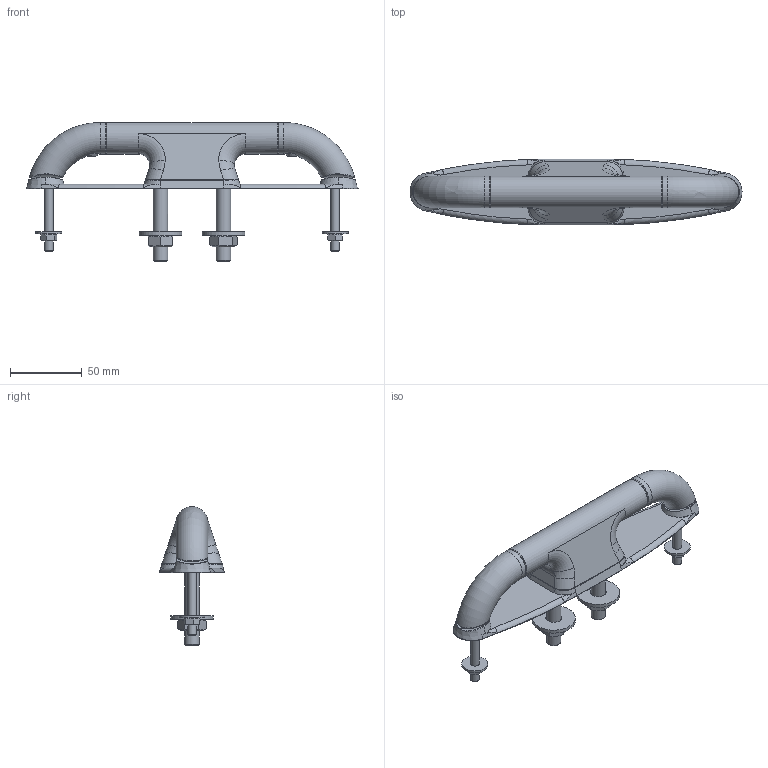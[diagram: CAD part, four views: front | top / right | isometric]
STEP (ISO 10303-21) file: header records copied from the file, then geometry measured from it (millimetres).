
FILE_DESCRIPTION(/* description */ (''),/* implementation_level */ '2;1');
FILE_NAME(/* name */ 'RC230.stp',/* time_stamp */ '2019-03-20T13:48:17+01:00',/* author */ ('gianni'),/* organization */ (''),/* preprocessor_version */ 'ST-DEVELOPER v16.5',/* originating_system */ 'Autodesk Inventor 2017',/* authorisation */ '');
FILE_SCHEMA (('AUTOMOTIVE_DESIGN { 1 0 10303 214 3 1 1 }'));
Length unit declared in the file: millimetre
Products named in the file (1): 19032005
Bounding box: 231.84 x 45.85 x 97 mm (x, y, z)
Volume: 186155 mm3; surface area: 48008.9 mm2
Topology: 1 solids, 3 shells, 327 faces, 749 edges, 459 vertices
Faces by surface type: plane 102, cylinder 69, bspline 64, torus 50, cone 30, sphere 12
Full cylindrical faces by diameter (mm): 5 x2, 5.2 x2, 6 x4, 6.25 x2, 6.4 x2, 10 x4, 10.5 x2, 11 x2, 12 x2, 12.4 x2, 18 x4, 22 x3, 30 x2
Entity records: 10967 total; most frequent: CARTESIAN_POINT 4431, DIRECTION 1330, ORIENTED_EDGE 1272, EDGE_CURVE 636, AXIS2_PLACEMENT_3D 594, EDGE_LOOP 442, VERTEX_POINT 426, FACE_OUTER_BOUND 327
